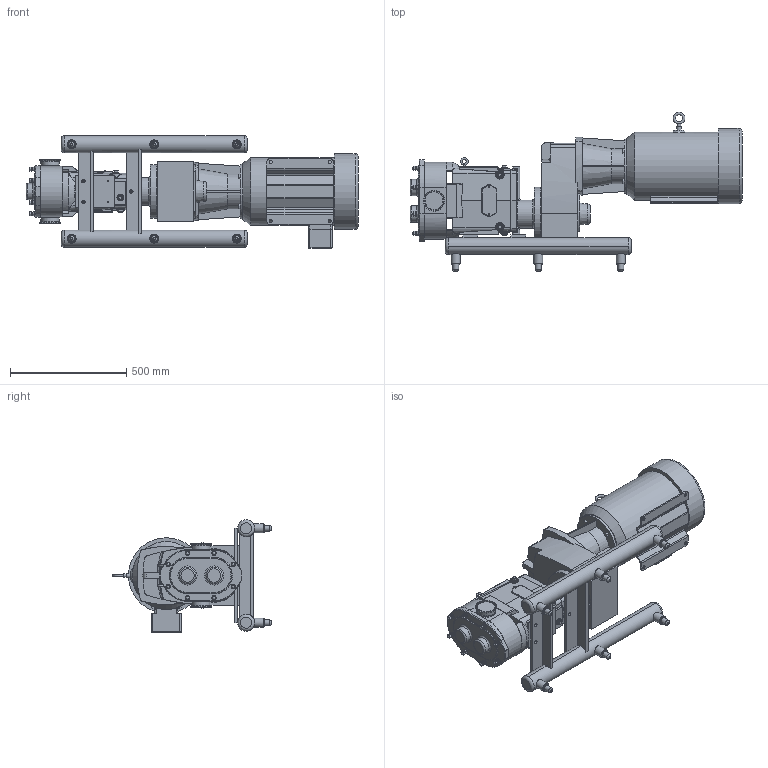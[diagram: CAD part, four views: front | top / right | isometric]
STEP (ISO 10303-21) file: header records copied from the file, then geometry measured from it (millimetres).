
FILE_DESCRIPTION(/* description */ (''),/* implementation_level */ '2;1');
FILE_NAME(/* name */ 'U1_130U1_256TC_3.0x3.0_S-Line_20HP_LH_SM.stp',/* time_stamp */ '2021-05-24T16:23:53+06:00',/* author */ ('trtmhr'),/* organization */ (''),/* preprocessor_version */ 'ST-DEVELOPER v18.1',/* originating_system */ 'Autodesk Inventor 2020',/* authorisation */ '');
FILE_SCHEMA (('AUTOMOTIVE_DESIGN { 1 0 10303 214 3 1 1 }'));
Length unit declared in the file: inch
Products named in the file (1): U1_130U1_256TC_3.0x3.0_S-Line_20HP_LH_SM
Bounding box: 1429.22 x 685.29 x 483.68 mm (x, y, z)
Volume: 89333254.8 mm3; surface area: 2627776.9 mm2
Topology: 2 solids, 2 shells, 1083 faces, 2897 edges, 1903 vertices
Faces by surface type: plane 506, cylinder 299, bspline 102, torus 94, cone 66, sphere 16
Full cylindrical faces by diameter (mm): 6.35 x4, 7.62 x2, 7.798 x1, 13.462 x4, 14.275 x8, 14.3 x3, 14.478 x1, 15.24 x1, 19.05 x8, 19.304 x1, 23.876 x3, 25.4 x11, 29.21 x2, 31.75 x3, 35.052 x6, 38.1 x6, 69.596 x2, 76.2 x2, 78.461 x4, 79.477 x2, 91.008 x2, 120.65 x1, 229.997 x1, 230.124 x1, 232.994 x1, 292.329 x1, 324.612 x1
Entity records: 37760 total; most frequent: CARTESIAN_POINT 10309, ORIENTED_EDGE 5764, DIRECTION 5739, EDGE_CURVE 2882, AXIS2_PLACEMENT_3D 2174, VERTEX_POINT 1903, LINE 1391, VECTOR 1391
